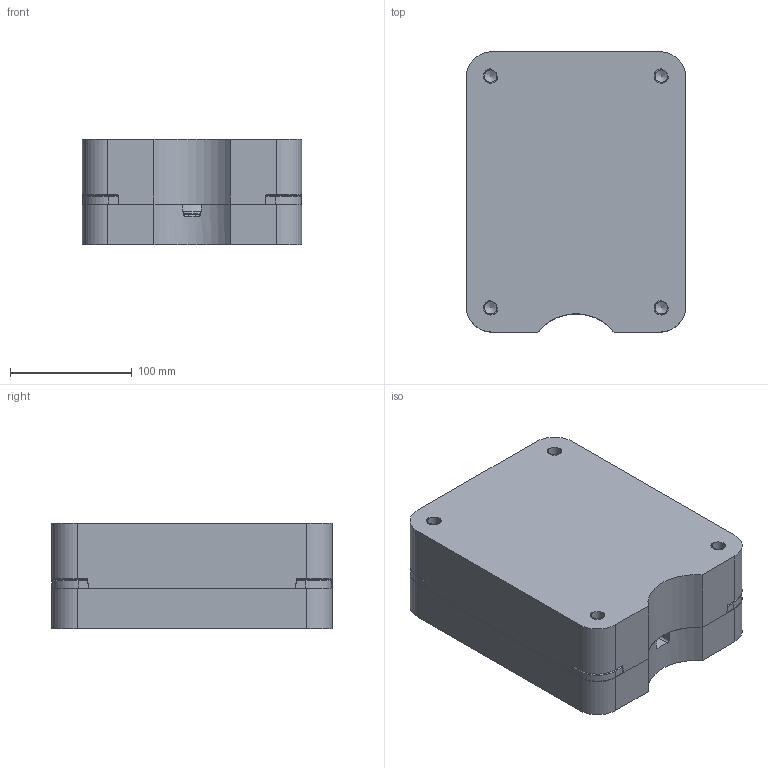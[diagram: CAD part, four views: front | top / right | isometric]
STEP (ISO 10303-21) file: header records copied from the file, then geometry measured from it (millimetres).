
FILE_DESCRIPTION(/* description */ (''),/* implementation_level */ '2;1');
FILE_NAME(/* name */ 'sym-01.stp',/* time_stamp */ '2018-09-26T13:51:40+08:00',/* author */ (''),/* organization */ (''),/* preprocessor_version */ 'ST-DEVELOPER v16',/* originating_system */ 'SIEMENS PLM Software NX 11.0',/* authorisation */ '');
FILE_SCHEMA (('AUTOMOTIVE_DESIGN { 1 0 10303 214 3 1 1 1 }'));
Length unit declared in the file: millimetre
Products named in the file (1): Admi17BCD2CBleev
Bounding box: 180 x 230 x 86.2 mm (x, y, z)
Volume: 3428417.6 mm3; surface area: 275010.3 mm2
Topology: 3 solids, 3 shells, 791 faces, 2069 edges, 1282 vertices
Faces by surface type: plane 285, bspline 170, cylinder 143, cone 97, torus 90, sphere 6
Full cylindrical faces by diameter (mm): 3 x5, 4 x5, 6 x6, 7 x3, 10.2 x8, 50.4 x2
Entity records: 30670 total; most frequent: CARTESIAN_POINT 12904, ORIENTED_EDGE 3888, DIRECTION 3353, EDGE_CURVE 1944, AXIS2_PLACEMENT_3D 1314, VERTEX_POINT 1249, EDGE_LOOP 923, ADVANCED_FACE 791
